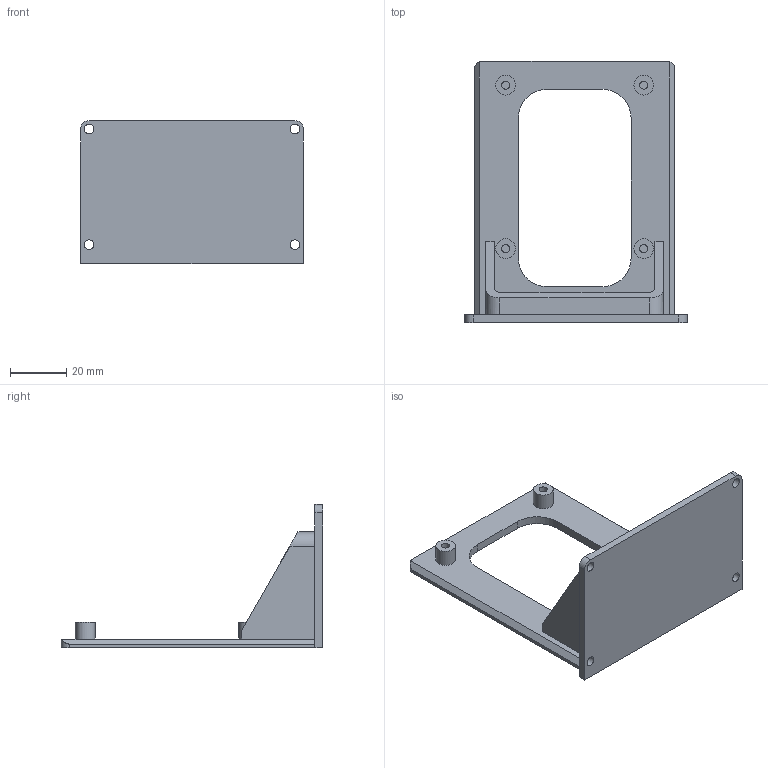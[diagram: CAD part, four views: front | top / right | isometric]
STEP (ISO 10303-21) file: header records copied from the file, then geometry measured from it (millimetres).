
FILE_DESCRIPTION(/* description */ (''),/* implementation_level */ '2;1');
FILE_NAME(/* name */ 'CPU Mount V2 - Blank.step',/* time_stamp */ '2023-09-30T08:58:28-05:00',/* author */ (''),/* organization */ (''),/* preprocessor_version */ 'ST-DEVELOPER v20',/* originating_system */ 'Autodesk Translation Framework v12.14.0.127',/* authorisation */ '');
FILE_SCHEMA (('AUTOMOTIVE_DESIGN { 1 0 10303 214 3 1 1 }'));
Length unit declared in the file: millimetre
Products named in the file (1): CPU Mount V2 - Blank
Bounding box: 79 x 92.8 x 50.75 mm (x, y, z)
Volume: 28801.2 mm3; surface area: 21699 mm2
Topology: 1 solids, 1 shells, 71 faces, 179 edges, 118 vertices
Faces by surface type: plane 47, cylinder 24
Full cylindrical faces by diameter (mm): 2.9 x4, 3.4 x4, 7 x4
Entity records: 2184 total; most frequent: DIRECTION 373, CARTESIAN_POINT 369, ORIENTED_EDGE 358, EDGE_CURVE 179, LINE 129, VECTOR 129, AXIS2_PLACEMENT_3D 122, VERTEX_POINT 118
